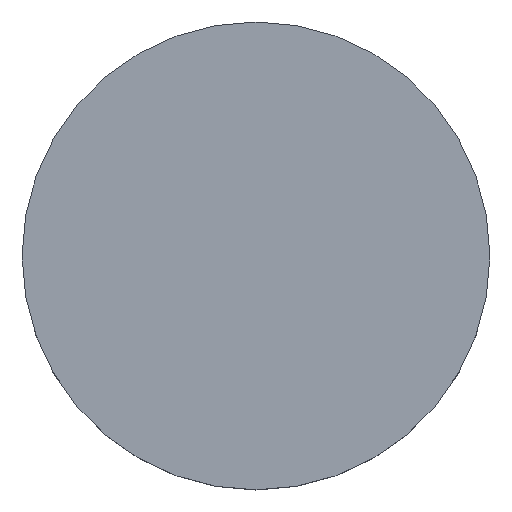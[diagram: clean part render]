
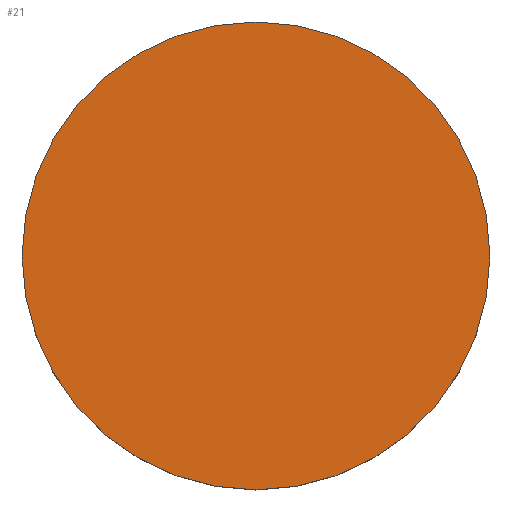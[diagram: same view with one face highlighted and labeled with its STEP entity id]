
A CAD part, top view. The second image highlights one B-rep face of the part: STEP entity #21.
In plain terms, the highlighted planar face has unit normal (0, 0, 1).
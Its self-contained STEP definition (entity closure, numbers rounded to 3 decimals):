
#11 = PLANE ( 'NONE',  #160 ) ;
#12 = EDGE_CURVE ( 'NONE', #90, #162, #156, .T. ) ;
#21 = ADVANCED_FACE ( 'NONE', ( #148 ), #11, .T. ) ;
#26 = CIRCLE ( 'NONE', #76, 8. ) ;
#31 = DIRECTION ( 'NONE',  ( 0., 0., 1. ) ) ;
#38 = AXIS2_PLACEMENT_3D ( 'NONE', #74, #95, #146 ) ;
#63 = ORIENTED_EDGE ( 'NONE', *, *, #12, .T. ) ;
#65 = CARTESIAN_POINT ( 'NONE',  ( 0., 0., 48. ) ) ;
#68 = DIRECTION ( 'NONE',  ( 1., 0., 0. ) ) ;
#74 = CARTESIAN_POINT ( 'NONE',  ( 0., 0., 48. ) ) ;
#76 = AXIS2_PLACEMENT_3D ( 'NONE', #151, #31, #82 ) ;
#77 = ORIENTED_EDGE ( 'NONE', *, *, #165, .T. ) ;
#82 = DIRECTION ( 'NONE',  ( 1., 0., 0. ) ) ;
#90 = VERTEX_POINT ( 'NONE', #102 ) ;
#95 = DIRECTION ( 'NONE',  ( 0., 0., 1. ) ) ;
#102 = CARTESIAN_POINT ( 'NONE',  ( -8., 0., 48. ) ) ;
#108 = EDGE_LOOP ( 'NONE', ( #63, #77 ) ) ;
#120 = CARTESIAN_POINT ( 'NONE',  ( 8., 0., 48. ) ) ;
#132 = DIRECTION ( 'NONE',  ( 0., 0., 1. ) ) ;
#146 = DIRECTION ( 'NONE',  ( 1., 0., 0. ) ) ;
#148 = FACE_OUTER_BOUND ( 'NONE', #108, .T. ) ;
#151 = CARTESIAN_POINT ( 'NONE',  ( 0., 0., 48. ) ) ;
#156 = CIRCLE ( 'NONE', #38, 8. ) ;
#160 = AXIS2_PLACEMENT_3D ( 'NONE', #65, #132, #68 ) ;
#162 = VERTEX_POINT ( 'NONE', #120 ) ;
#165 = EDGE_CURVE ( 'NONE', #162, #90, #26, .T. ) ;
